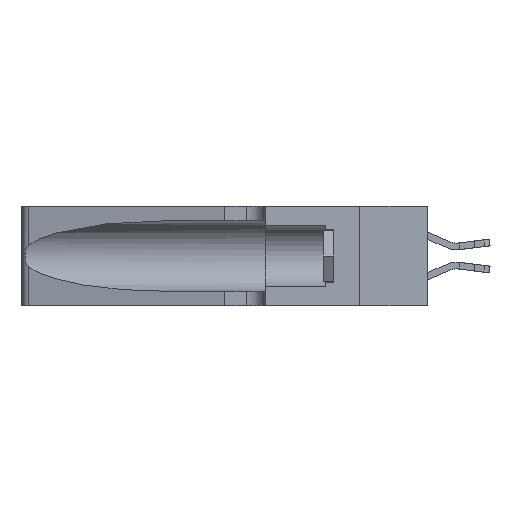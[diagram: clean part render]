
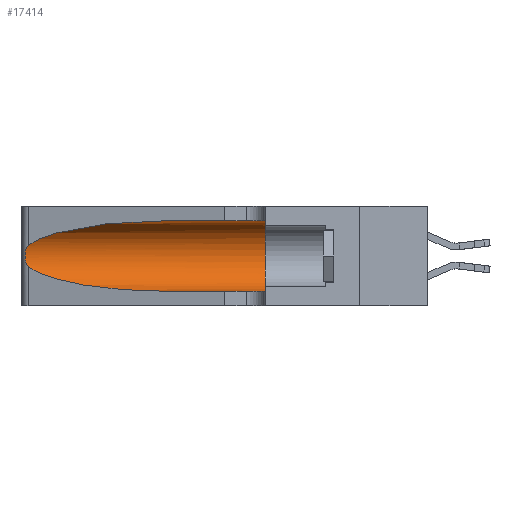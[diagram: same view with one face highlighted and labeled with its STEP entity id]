
A CAD part, left-side view. The second image highlights one B-rep face of the part: STEP entity #17414.
In plain terms, the highlighted cylindrical face has radius 3.308 mm (diameter 6.617 mm), a partial arc.
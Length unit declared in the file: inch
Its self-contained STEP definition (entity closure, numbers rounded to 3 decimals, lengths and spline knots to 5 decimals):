
#1661 = CARTESIAN_POINT ( 'NONE',  ( 0.26018, 1.23835, 0.19895 ) ) ;
#1798 = CARTESIAN_POINT ( 'NONE',  ( 0.25487, 1.22718, 0.22369 ) ) ;
#1857 = LINE ( 'NONE', #2970, #11944 ) ;
#2970 = CARTESIAN_POINT ( 'NONE',  ( 0.1305, 1.61858, 0.31525 ) ) ;
#3590 = CARTESIAN_POINT ( 'NONE',  ( 0.25487, 1.22718, 0.22369 ) ) ;
#4200 = CARTESIAN_POINT ( 'NONE',  ( 0.26075, 1.23896, 0.178 ) ) ;
#4221 = CARTESIAN_POINT ( 'NONE',  ( 0.1305, 0.72297, 0.05475 ) ) ;
#4459 = CARTESIAN_POINT ( 'NONE',  ( 0.1305, 0.72297, 0.31525 ) ) ;
#4506 = EDGE_CURVE ( 'NONE', #23189, #16165, #1857, .T. ) ;
#4709 = CARTESIAN_POINT ( 'NONE',  ( 0.1305, 1.61858, 0.185 ) ) ;
#6631 = DIRECTION ( 'NONE',  ( 0., 1., 0. ) ) ;
#6725 = CARTESIAN_POINT ( 'NONE',  ( 0.25856, 1.23593, 0.16098 ) ) ;
#8725 = ORIENTED_EDGE ( 'NONE', *, *, #19065, .T. ) ;
#9260 = CARTESIAN_POINT ( 'NONE',  ( 0.25639, 1.23186, 0.15144 ) ) ;
#9275 = CARTESIAN_POINT ( 'NONE',  ( 0.2373, 1.15595, 0.28018 ) ) ;
#9967 = CARTESIAN_POINT ( 'NONE',  ( 0.1305, 1.61858, 0.05475 ) ) ;
#10139 = VERTEX_POINT ( 'NONE', #14653 ) ;
#10227 = ORIENTED_EDGE ( 'NONE', *, *, #28446, .T. ) ;
#10795 = VERTEX_POINT ( 'NONE', #23926 ) ;
#11322 = CYLINDRICAL_SURFACE ( 'NONE', #28830, 0.13025 ) ;
#11673 = CARTESIAN_POINT ( 'NONE',  ( 0.25487, 1.22718, 0.14631 ) ) ;
#11944 = VECTOR ( 'NONE', #20133, 39.37008 ) ;
#12069 = FACE_OUTER_BOUND ( 'NONE', #18651, .T. ) ;
#13620 = ORIENTED_EDGE ( 'NONE', *, *, #13984, .T. ) ;
#13984 = EDGE_CURVE ( 'NONE', #23189, #31409, #23772, .T. ) ;
#14000 = CARTESIAN_POINT ( 'NONE',  ( 0.25639, 1.23184, 0.21858 ) ) ;
#14653 = CARTESIAN_POINT ( 'NONE',  ( 0.1305, 0.35, 0.05475 ) ) ;
#16165 = VERTEX_POINT ( 'NONE', #26806 ) ;
#16435 = CARTESIAN_POINT ( 'NONE',  ( 0.25854, 1.2359, 0.20912 ) ) ;
#16457 = CARTESIAN_POINT ( 'NONE',  ( 0.25487, 1.22718, 0.14631 ) ) ;
#16553 = CARTESIAN_POINT ( 'NONE',  ( 0.1305, 0.72297, 0.31525 ) ) ;
#17410 = ORIENTED_EDGE ( 'NONE', *, *, #4506, .F. ) ;
#17414 = ADVANCED_FACE ( 'NONE', ( #12069 ), #11322, .F. ) ;
#18651 = EDGE_LOOP ( 'NONE', ( #13620, #27215, #8725, #10227, #23102, #17410 ) ) ;
#18867 = CARTESIAN_POINT ( 'NONE',  ( 0.26075, 1.23896, 0.19203 ) ) ;
#18887 = CARTESIAN_POINT ( 'NONE',  ( 0.18966, 0.96281, 0.05475 ) ) ;
#19065 = EDGE_CURVE ( 'NONE', #10795, #29452, #27033, .T. ) ;
#19364 = DIRECTION ( 'NONE',  ( 0., -1., 0. ) ) ;
#20133 = DIRECTION ( 'NONE',  ( 0., -1., 0. ) ) ;
#21207 = CARTESIAN_POINT ( 'NONE',  ( 0.25487, 1.22718, 0.22369 ) ) ;
#21216 = CARTESIAN_POINT ( 'NONE',  ( 0.1305, 0.35, 0.185 ) ) ;
#21313 = CARTESIAN_POINT ( 'NONE',  ( 0.26017, 1.23833, 0.17102 ) ) ;
#21732 = EDGE_CURVE ( 'NONE', #16165, #10139, #24358, .T. ) ;
#21911 = VECTOR ( 'NONE', #24449, 39.37008 ) ;
#23102 = ORIENTED_EDGE ( 'NONE', *, *, #21732, .F. ) ;
#23189 = VERTEX_POINT ( 'NONE', #4459 ) ;
#23644 = DIRECTION ( 'NONE',  ( 0., 0., 1. ) ) ;
#23730 = CARTESIAN_POINT ( 'NONE',  ( 0.25789, 1.23486, 0.15765 ) ) ;
#23772 =( BOUNDED_CURVE ( )  B_SPLINE_CURVE ( 3, ( #16553, #28534, #9275, #1798 ),
 .UNSPECIFIED., .F., .F. ) 
 B_SPLINE_CURVE_WITH_KNOTS ( ( 4, 4 ),
 ( 1.5708, 2.84003 ),
 .UNSPECIFIED. ) 
 CURVE ( )  GEOMETRIC_REPRESENTATION_ITEM ( )  RATIONAL_B_SPLINE_CURVE ( ( 1., 0.87, 0.87, 1. ) ) 
 REPRESENTATION_ITEM ( '' )  );
#23926 = CARTESIAN_POINT ( 'NONE',  ( 0.25487, 1.22718, 0.14631 ) ) ;
#24210 = DIRECTION ( 'NONE',  ( 0., 0., -1. ) ) ;
#24358 = CIRCLE ( 'NONE', #29102, 0.13025 ) ;
#24449 = DIRECTION ( 'NONE',  ( 0., -1., 0. ) ) ;
#24728 = B_SPLINE_CURVE_WITH_KNOTS ( 'NONE', 3,
 ( #21207, #28315, #14000, #30833, #16435, #1661, #18867, #4200, #21313, #6725, #23730, #9260, #26134, #11673 ),
 .UNSPECIFIED., .F., .F.,
 ( 4, 2, 2, 2, 2, 2, 4 ),
 ( 0., 0.00027, 0.00053, 0.00107, 0.0016, 0.00187, 0.00214 ),
 .UNSPECIFIED. ) ;
#26134 = CARTESIAN_POINT ( 'NONE',  ( 0.25555, 1.22993, 0.14849 ) ) ;
#26806 = CARTESIAN_POINT ( 'NONE',  ( 0.1305, 0.35, 0.31525 ) ) ;
#27033 =( BOUNDED_CURVE ( )  B_SPLINE_CURVE ( 3, ( #16457, #30851, #18887, #4221 ),
 .UNSPECIFIED., .F., .F. ) 
 B_SPLINE_CURVE_WITH_KNOTS ( ( 4, 4 ),
 ( 3.44316, 4.71239 ),
 .UNSPECIFIED. ) 
 CURVE ( )  GEOMETRIC_REPRESENTATION_ITEM ( )  RATIONAL_B_SPLINE_CURVE ( ( 1., 0.87, 0.87, 1. ) ) 
 REPRESENTATION_ITEM ( '' )  );
#27215 = ORIENTED_EDGE ( 'NONE', *, *, #30101, .T. ) ;
#28271 = LINE ( 'NONE', #9967, #21911 ) ;
#28315 = CARTESIAN_POINT ( 'NONE',  ( 0.25555, 1.22994, 0.2215 ) ) ;
#28446 = EDGE_CURVE ( 'NONE', #29452, #10139, #28271, .T. ) ;
#28534 = CARTESIAN_POINT ( 'NONE',  ( 0.18966, 0.96281, 0.31525 ) ) ;
#28561 = CARTESIAN_POINT ( 'NONE',  ( 0.1305, 0.72297, 0.05475 ) ) ;
#28830 = AXIS2_PLACEMENT_3D ( 'NONE', #4709, #19364, #24210 ) ;
#29102 = AXIS2_PLACEMENT_3D ( 'NONE', #21216, #6631, #23644 ) ;
#29452 = VERTEX_POINT ( 'NONE', #28561 ) ;
#30101 = EDGE_CURVE ( 'NONE', #31409, #10795, #24728, .T. ) ;
#30833 = CARTESIAN_POINT ( 'NONE',  ( 0.25787, 1.23484, 0.2124 ) ) ;
#30851 = CARTESIAN_POINT ( 'NONE',  ( 0.2373, 1.15595, 0.08982 ) ) ;
#31409 = VERTEX_POINT ( 'NONE', #3590 ) ;
